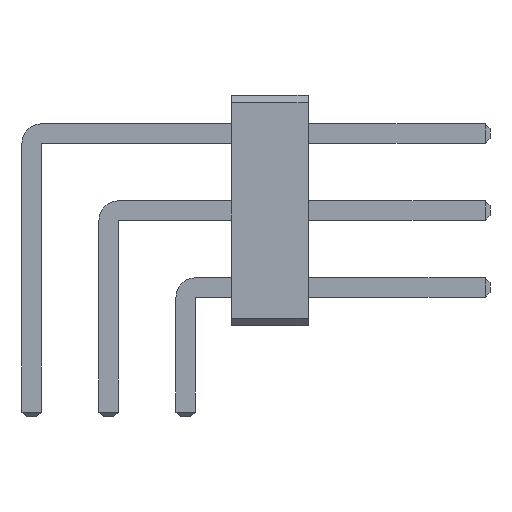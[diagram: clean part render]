
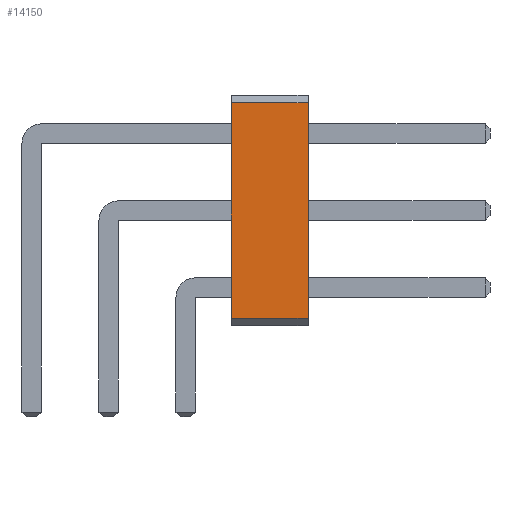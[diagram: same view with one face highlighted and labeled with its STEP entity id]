
A CAD part, front view. The second image highlights one B-rep face of the part: STEP entity #14150.
In plain terms, the highlighted planar face has unit normal (0, -1, 0).
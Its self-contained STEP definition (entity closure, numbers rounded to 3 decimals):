
#14150 = ADVANCED_FACE('',(#14151),#14185,.T.);
#14151 = FACE_BOUND('',#14152,.T.);
#14152 = EDGE_LOOP('',(#14153,#14163,#14171,#14179));
#14153 = ORIENTED_EDGE('',*,*,#14154,.T.);
#14154 = EDGE_CURVE('',#14155,#14157,#14159,.T.);
#14155 = VERTEX_POINT('',#14156);
#14156 = CARTESIAN_POINT('',(6.58,-19.05,0.254));
#14157 = VERTEX_POINT('',#14158);
#14158 = CARTESIAN_POINT('',(9.12,-19.05,0.254));
#14159 = LINE('',#14160,#14161);
#14160 = CARTESIAN_POINT('',(6.58,-19.05,0.254));
#14161 = VECTOR('',#14162,1.);
#14162 = DIRECTION('',(1.,0.,0.));
#14163 = ORIENTED_EDGE('',*,*,#14164,.T.);
#14164 = EDGE_CURVE('',#14157,#14165,#14167,.T.);
#14165 = VERTEX_POINT('',#14166);
#14166 = CARTESIAN_POINT('',(9.12,-19.05,7.366));
#14167 = LINE('',#14168,#14169);
#14168 = CARTESIAN_POINT('',(9.12,-19.05,0.254));
#14169 = VECTOR('',#14170,1.);
#14170 = DIRECTION('',(0.,0.,1.));
#14171 = ORIENTED_EDGE('',*,*,#14172,.F.);
#14172 = EDGE_CURVE('',#14173,#14165,#14175,.T.);
#14173 = VERTEX_POINT('',#14174);
#14174 = CARTESIAN_POINT('',(6.58,-19.05,7.366));
#14175 = LINE('',#14176,#14177);
#14176 = CARTESIAN_POINT('',(6.58,-19.05,7.366));
#14177 = VECTOR('',#14178,1.);
#14178 = DIRECTION('',(1.,0.,0.));
#14179 = ORIENTED_EDGE('',*,*,#14180,.F.);
#14180 = EDGE_CURVE('',#14155,#14173,#14181,.T.);
#14181 = LINE('',#14182,#14183);
#14182 = CARTESIAN_POINT('',(6.58,-19.05,0.254));
#14183 = VECTOR('',#14184,1.);
#14184 = DIRECTION('',(0.,0.,1.));
#14185 = PLANE('',#14186);
#14186 = AXIS2_PLACEMENT_3D('',#14187,#14188,#14189);
#14187 = CARTESIAN_POINT('',(6.58,-19.05,0.254));
#14188 = DIRECTION('',(0.,-1.,0.));
#14189 = DIRECTION('',(0.,0.,1.));
